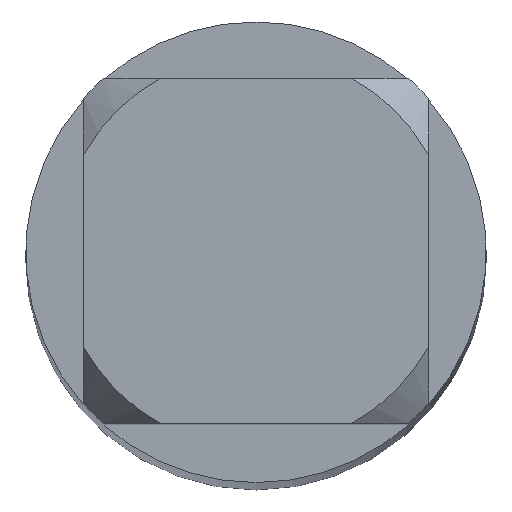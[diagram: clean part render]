
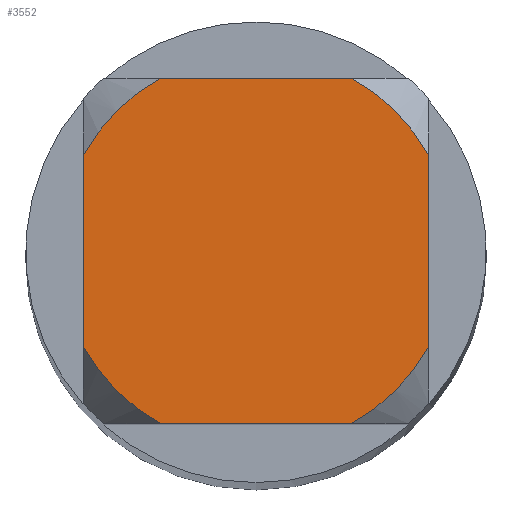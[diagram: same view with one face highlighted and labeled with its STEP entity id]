
A CAD part, top view. The second image highlights one B-rep face of the part: STEP entity #3552.
In plain terms, the highlighted planar face has unit normal (0, 0, 1).
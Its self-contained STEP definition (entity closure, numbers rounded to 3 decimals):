
#2132=VERTEX_POINT('',#5501);
#2202=EDGE_CURVE('',#2704,#2132,#5574,.T.);
#2272=VERTEX_POINT('',#5654);
#2362=VERTEX_POINT('',#5748);
#2430=VERTEX_POINT('',#5825);
#2704=VERTEX_POINT('',#6116);
#2750=EDGE_CURVE('',#4890,#4070,#6166,.T.);
#2914=VERTEX_POINT('',#6345);
#2986=EDGE_CURVE('',#2272,#4070,#6421,.T.);
#3102=EDGE_CURVE('',#2272,#2132,#6545,.T.);
#3406=EDGE_CURVE('',#2914,#2362,#6875,.T.);
#3552=ADVANCED_FACE('',(#7031),#7032,.T.);
#3676=EDGE_CURVE('',#2914,#2430,#7173,.T.);
#4070=VERTEX_POINT('',#7602);
#4804=EDGE_CURVE('',#2704,#2430,#8419,.T.);
#4890=VERTEX_POINT('',#8514);
#4914=EDGE_CURVE('',#4890,#2362,#8540,.T.);
#5501=CARTESIAN_POINT('',(0.581,-1.05,0.0));
#5574=LINE('',#9641,#9642);
#5654=CARTESIAN_POINT('',(1.05,-0.581,0.0));
#5748=CARTESIAN_POINT('',(-0.581,1.05,0.0));
#5825=CARTESIAN_POINT('',(-1.05,-0.581,0.0));
#6116=CARTESIAN_POINT('',(-0.581,-1.05,0.0));
#6166=CIRCLE('',#10707,1.2);
#6345=CARTESIAN_POINT('',(-1.05,0.581,0.0));
#6421=LINE('',#11154,#11155);
#6545=CIRCLE('',#11367,1.2);
#6875=CIRCLE('',#11950,1.2);
#7031=FACE_OUTER_BOUND('',#12244,.T.);
#7032=PLANE('',#12245);
#7173=LINE('',#12480,#12481);
#7602=CARTESIAN_POINT('',(1.05,0.581,0.0));
#8419=CIRCLE('',#14555,1.2);
#8514=CARTESIAN_POINT('',(0.581,1.05,0.0));
#8540=LINE('',#14728,#14729);
#9641=CARTESIAN_POINT('',(0.0,-1.05,0.0));
#9642=VECTOR('',#15683,1.0);
#10707=AXIS2_PLACEMENT_3D('',#16421,#16422,#16423);
#11154=CARTESIAN_POINT('',(1.05,0.3,0.0));
#11155=VECTOR('',#16679,1.0);
#11367=AXIS2_PLACEMENT_3D('',#16796,#16797,#16798);
#11950=AXIS2_PLACEMENT_3D('',#17141,#17142,#17143);
#12244=EDGE_LOOP('',(#17281,#17282,#17283,#17284,#17285,#17286,#17287,#17288));
#12245=AXIS2_PLACEMENT_3D('',#17289,#17290,#17291);
#12480=CARTESIAN_POINT('',(-1.05,0.3,0.0));
#12481=VECTOR('',#17489,1.0);
#14555=AXIS2_PLACEMENT_3D('',#18883,#18884,#18885);
#14728=CARTESIAN_POINT('',(0.0,1.05,0.0));
#14729=VECTOR('',#19023,1.0);
#15683=DIRECTION('',(1.0,0.0,0.0));
#16421=CARTESIAN_POINT('',(0.0,0.0,0.0));
#16422=DIRECTION('',(0.0,0.0,-1.0));
#16423=DIRECTION('',(0.0,1.0,0.0));
#16679=DIRECTION('',(-0.0,1.0,0.0));
#16796=CARTESIAN_POINT('',(0.0,0.0,0.0));
#16797=DIRECTION('',(0.0,0.0,-1.0));
#16798=DIRECTION('',(0.0,1.0,0.0));
#17141=CARTESIAN_POINT('',(0.0,0.0,0.0));
#17142=DIRECTION('',(0.0,0.0,-1.0));
#17143=DIRECTION('',(0.0,1.0,0.0));
#17281=ORIENTED_EDGE('',*,*,#3676,.T.);
#17282=ORIENTED_EDGE('',*,*,#4804,.F.);
#17283=ORIENTED_EDGE('',*,*,#2202,.T.);
#17284=ORIENTED_EDGE('',*,*,#3102,.F.);
#17285=ORIENTED_EDGE('',*,*,#2986,.T.);
#17286=ORIENTED_EDGE('',*,*,#2750,.F.);
#17287=ORIENTED_EDGE('',*,*,#4914,.T.);
#17288=ORIENTED_EDGE('',*,*,#3406,.F.);
#17289=CARTESIAN_POINT('',(0.0,0.6,0.0));
#17290=DIRECTION('',(-0.0,0.0,1.0));
#17291=DIRECTION('',(0.0,-1.0,0.0));
#17489=DIRECTION('',(-0.0,-1.0,0.0));
#18883=CARTESIAN_POINT('',(0.0,0.0,0.0));
#18884=DIRECTION('',(0.0,0.0,-1.0));
#18885=DIRECTION('',(0.0,1.0,0.0));
#19023=DIRECTION('',(-1.0,0.0,0.0));
